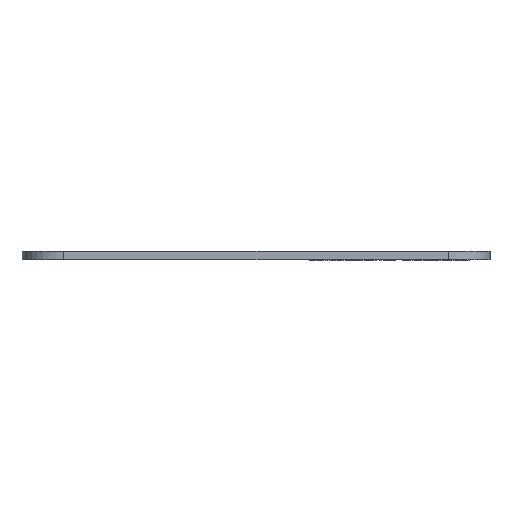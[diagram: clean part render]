
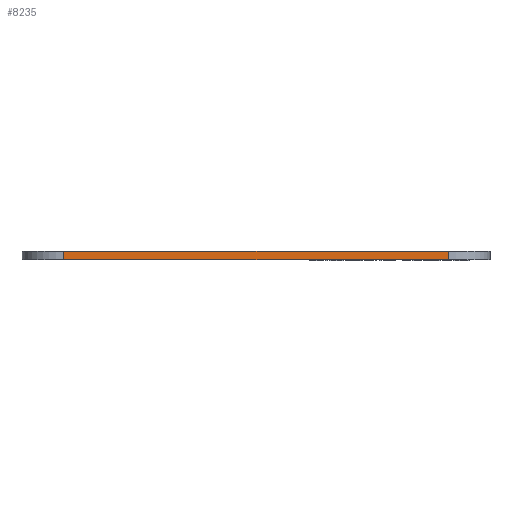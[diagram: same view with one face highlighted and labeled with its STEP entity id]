
A CAD part, front view. The second image highlights one B-rep face of the part: STEP entity #8235.
In plain terms, the highlighted planar face has unit normal (0, -1, 0).
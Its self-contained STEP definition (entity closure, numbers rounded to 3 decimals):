
#1195=FACE_OUTER_BOUND('',#1665,.T.);
#1665=EDGE_LOOP('',(#7292,#7293,#7294,#7295));
#1803=LINE('',#10106,#2516);
#2343=LINE('',#15782,#3056);
#2351=LINE('',#15806,#3064);
#2353=LINE('',#15809,#3066);
#2516=VECTOR('',#8717,10.);
#3056=VECTOR('',#9573,10.);
#3064=VECTOR('',#9599,10.);
#3066=VECTOR('',#9603,10.);
#3214=VERTEX_POINT('',#10084);
#3224=VERTEX_POINT('',#10104);
#3921=VERTEX_POINT('',#15778);
#3929=VERTEX_POINT('',#15804);
#4059=EDGE_CURVE('',#3224,#3214,#1803,.T.);
#5068=EDGE_CURVE('',#3214,#3921,#2343,.T.);
#5079=EDGE_CURVE('',#3929,#3224,#2351,.T.);
#5081=EDGE_CURVE('',#3921,#3929,#2353,.T.);
#7292=ORIENTED_EDGE('',*,*,#5068,.F.);
#7293=ORIENTED_EDGE('',*,*,#4059,.F.);
#7294=ORIENTED_EDGE('',*,*,#5079,.F.);
#7295=ORIENTED_EDGE('',*,*,#5081,.F.);
#7840=PLANE('',#8516);
#8235=ADVANCED_FACE('',(#1195),#7840,.T.);
#8516=AXIS2_PLACEMENT_3D('',#15808,#9601,#9602);
#8717=DIRECTION('',(-1.,0.,0.));
#9573=DIRECTION('',(0.,0.,1.));
#9599=DIRECTION('',(0.,0.,-1.));
#9601=DIRECTION('center_axis',(0.,-1.,0.));
#9602=DIRECTION('ref_axis',(1.,0.,0.));
#9603=DIRECTION('',(1.,0.,0.));
#10084=CARTESIAN_POINT('',(-4.99,-67.34,0.));
#10104=CARTESIAN_POINT('',(64.11,-67.34,0.));
#10106=CARTESIAN_POINT('',(71.61,-67.34,0.));
#15778=CARTESIAN_POINT('',(-4.99,-67.34,1.5));
#15782=CARTESIAN_POINT('',(-4.99,-67.34,0.));
#15804=CARTESIAN_POINT('',(64.11,-67.34,1.5));
#15806=CARTESIAN_POINT('',(64.11,-67.34,0.));
#15808=CARTESIAN_POINT('Origin',(-12.49,-67.34,0.));
#15809=CARTESIAN_POINT('',(71.61,-67.34,1.5));
